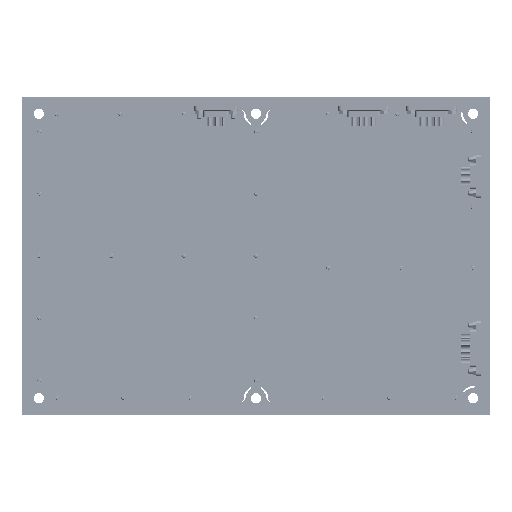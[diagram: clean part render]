
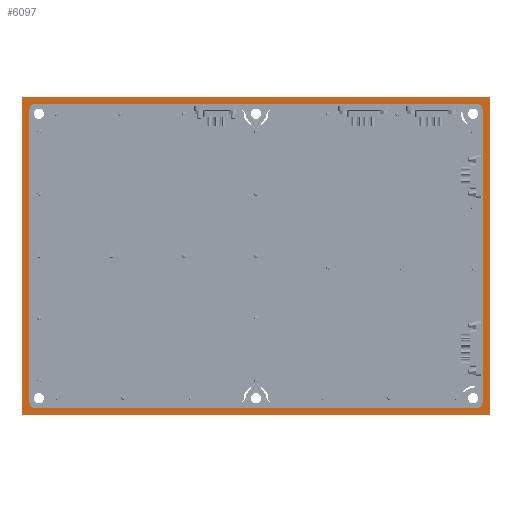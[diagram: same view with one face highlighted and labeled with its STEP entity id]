
A CAD part, left-side view. The second image highlights one B-rep face of the part: STEP entity #6097.
In plain terms, the highlighted planar face has unit normal (-1, 0, 0).
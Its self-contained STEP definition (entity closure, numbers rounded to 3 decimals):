
#2940=AXIS2_PLACEMENT_3D('Circle Axis2P3D',#2938,#2939,$) ;
#2988=AXIS2_PLACEMENT_3D('Circle Axis2P3D',#2986,#2987,$) ;
#3036=AXIS2_PLACEMENT_3D('Circle Axis2P3D',#3034,#3035,$) ;
#3077=AXIS2_PLACEMENT_3D('Circle Axis2P3D',#3075,#3076,$) ;
#6051=AXIS2_PLACEMENT_3D('Plane Axis2P3D',#6048,#6049,#6050) ;
#2904=CARTESIAN_POINT('Vertex',(0.,118.5,-82.25)) ;
#2907=CARTESIAN_POINT('Line Origine',(0.,0.,-82.25)) ;
#2911=CARTESIAN_POINT('Vertex',(0.,-118.5,-82.25)) ;
#2935=CARTESIAN_POINT('Vertex',(0.,-121.,-79.75)) ;
#2938=CARTESIAN_POINT('Axis2P3D Location',(0.,-118.5,-79.75)) ;
#2959=CARTESIAN_POINT('Vertex',(0.,-121.,77.25)) ;
#2962=CARTESIAN_POINT('Line Origine',(0.,-121.,-1.25)) ;
#2983=CARTESIAN_POINT('Vertex',(0.,-118.5,79.75)) ;
#2986=CARTESIAN_POINT('Axis2P3D Location',(0.,-118.5,77.25)) ;
#3007=CARTESIAN_POINT('Vertex',(0.,118.5,79.75)) ;
#3010=CARTESIAN_POINT('Line Origine',(0.,0.,79.75)) ;
#3031=CARTESIAN_POINT('Vertex',(0.,121.,77.25)) ;
#3034=CARTESIAN_POINT('Axis2P3D Location',(0.,118.5,77.25)) ;
#3055=CARTESIAN_POINT('Vertex',(0.,121.,-79.75)) ;
#3058=CARTESIAN_POINT('Line Origine',(0.,121.,-1.25)) ;
#3075=CARTESIAN_POINT('Axis2P3D Location',(0.,118.5,-79.75)) ;
#6048=CARTESIAN_POINT('Axis2P3D Location',(0.,0.,0.)) ;
#6053=CARTESIAN_POINT('Line Origine',(0.,0.,-86.25)) ;
#6057=CARTESIAN_POINT('Vertex',(0.,-125.,-86.25)) ;
#6059=CARTESIAN_POINT('Vertex',(0.,125.,-86.25)) ;
#6062=CARTESIAN_POINT('Line Origine',(0.,-125.,-1.25)) ;
#6066=CARTESIAN_POINT('Vertex',(0.,-125.,83.75)) ;
#6069=CARTESIAN_POINT('Line Origine',(0.,0.,83.75)) ;
#6073=CARTESIAN_POINT('Vertex',(0.,125.,83.75)) ;
#6076=CARTESIAN_POINT('Line Origine',(0.,125.,-1.25)) ;
#2908=DIRECTION('Vector Direction',(0.,1.,0.)) ;
#2939=DIRECTION('Axis2P3D Direction',(1.,0.,0.)) ;
#2963=DIRECTION('Vector Direction',(0.,0.,-1.)) ;
#2987=DIRECTION('Axis2P3D Direction',(1.,0.,-0.)) ;
#3011=DIRECTION('Vector Direction',(0.,-1.,0.)) ;
#3035=DIRECTION('Axis2P3D Direction',(1.,0.,0.)) ;
#3059=DIRECTION('Vector Direction',(0.,0.,1.)) ;
#3076=DIRECTION('Axis2P3D Direction',(1.,0.,0.)) ;
#6049=DIRECTION('Axis2P3D Direction',(1.,0.,0.)) ;
#6050=DIRECTION('Axis2P3D XDirection',(0.,1.,0.)) ;
#6054=DIRECTION('Vector Direction',(0.,1.,0.)) ;
#6063=DIRECTION('Vector Direction',(0.,0.,-1.)) ;
#6070=DIRECTION('Vector Direction',(0.,1.,0.)) ;
#6077=DIRECTION('Vector Direction',(0.,0.,-1.)) ;
#2909=VECTOR('Line Direction',#2908,1.) ;
#2964=VECTOR('Line Direction',#2963,1.) ;
#3012=VECTOR('Line Direction',#3011,1.) ;
#3060=VECTOR('Line Direction',#3059,1.) ;
#6055=VECTOR('Line Direction',#6054,1.) ;
#6064=VECTOR('Line Direction',#6063,1.) ;
#6071=VECTOR('Line Direction',#6070,1.) ;
#6078=VECTOR('Line Direction',#6077,1.) ;
#6082=ORIENTED_EDGE('',*,*,#6061,.F.) ;
#6083=ORIENTED_EDGE('',*,*,#6068,.F.) ;
#6084=ORIENTED_EDGE('',*,*,#6075,.T.) ;
#6085=ORIENTED_EDGE('',*,*,#6080,.T.) ;
#6088=ORIENTED_EDGE('',*,*,#3062,.F.) ;
#6089=ORIENTED_EDGE('',*,*,#3038,.T.) ;
#6090=ORIENTED_EDGE('',*,*,#3014,.F.) ;
#6091=ORIENTED_EDGE('',*,*,#2990,.T.) ;
#6092=ORIENTED_EDGE('',*,*,#2966,.F.) ;
#6093=ORIENTED_EDGE('',*,*,#2942,.T.) ;
#6094=ORIENTED_EDGE('',*,*,#2913,.F.) ;
#6095=ORIENTED_EDGE('',*,*,#3079,.T.) ;
#6096=FACE_BOUND('',#6087,.T.) ;
#6097=ADVANCED_FACE('Corps principal',(#6086,#6096),#6052,.F.) ;
#2941=CIRCLE('generated circle',#2940,2.5) ;
#2989=CIRCLE('generated circle',#2988,2.5) ;
#3037=CIRCLE('generated circle',#3036,2.5) ;
#3078=CIRCLE('generated circle',#3077,2.5) ;
#2913=EDGE_CURVE('',#2905,#2912,#2910,.F.) ;
#2942=EDGE_CURVE('',#2936,#2912,#2941,.T.) ;
#2966=EDGE_CURVE('',#2936,#2960,#2965,.F.) ;
#2990=EDGE_CURVE('',#2984,#2960,#2989,.T.) ;
#3014=EDGE_CURVE('',#2984,#3008,#3013,.F.) ;
#3038=EDGE_CURVE('',#3032,#3008,#3037,.T.) ;
#3062=EDGE_CURVE('',#3032,#3056,#3061,.F.) ;
#3079=EDGE_CURVE('',#2905,#3056,#3078,.T.) ;
#6061=EDGE_CURVE('',#6058,#6060,#6056,.T.) ;
#6068=EDGE_CURVE('',#6067,#6058,#6065,.T.) ;
#6075=EDGE_CURVE('',#6067,#6074,#6072,.T.) ;
#6080=EDGE_CURVE('',#6074,#6060,#6079,.T.) ;
#6081=EDGE_LOOP('',(#6082,#6083,#6084,#6085)) ;
#6087=EDGE_LOOP('',(#6088,#6089,#6090,#6091,#6092,#6093,#6094,#6095)) ;
#6086=FACE_OUTER_BOUND('',#6081,.T.) ;
#2910=LINE('Line',#2907,#2909) ;
#2965=LINE('Line',#2962,#2964) ;
#3013=LINE('Line',#3010,#3012) ;
#3061=LINE('Line',#3058,#3060) ;
#6056=LINE('Line',#6053,#6055) ;
#6065=LINE('Line',#6062,#6064) ;
#6072=LINE('Line',#6069,#6071) ;
#6079=LINE('Line',#6076,#6078) ;
#6052=PLANE('Plane',#6051) ;
#2905=VERTEX_POINT('',#2904) ;
#2912=VERTEX_POINT('',#2911) ;
#2936=VERTEX_POINT('',#2935) ;
#2960=VERTEX_POINT('',#2959) ;
#2984=VERTEX_POINT('',#2983) ;
#3008=VERTEX_POINT('',#3007) ;
#3032=VERTEX_POINT('',#3031) ;
#3056=VERTEX_POINT('',#3055) ;
#6058=VERTEX_POINT('',#6057) ;
#6060=VERTEX_POINT('',#6059) ;
#6067=VERTEX_POINT('',#6066) ;
#6074=VERTEX_POINT('',#6073) ;
